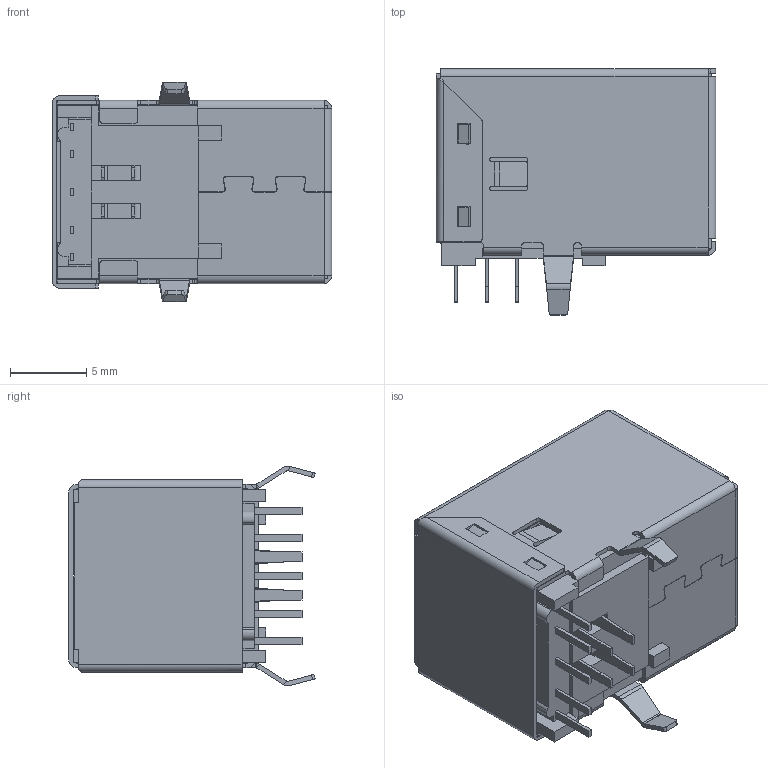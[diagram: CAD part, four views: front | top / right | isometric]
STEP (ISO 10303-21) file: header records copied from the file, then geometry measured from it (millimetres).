
FILE_DESCRIPTION (( 'STEP AP214' ), '1' );
FILE_NAME ('692221030100.STEP', '2021-08-03T09:01:25', ( '' ), ( '' ), 'SwSTEP 2.0', 'SolidWorks 2018', '' );
FILE_SCHEMA (( 'AUTOMOTIVE_DESIGN' ));
Length unit declared in the file: millimetre
Products named in the file (7): 692221030100-HOUSING2; 692221030100-HOUSING1; 692221030100-COVER2; 692221030100-COVER1; 692221030100-PINS; 692221030100; 692221030100-HOUSING3
Assembly tree (6 placements, depth 2):
  692221030100
    692221030100-PINS
    692221030100-COVER1
    692221030100-COVER2
    692221030100-HOUSING1
    692221030100-HOUSING2
    692221030100-HOUSING3
Bounding box: 18.3 x 16.13 x 14.4 mm (x, y, z)
Volume: 1644.2 mm3; surface area: 5168.5 mm2
Topology: 14 solids, 14 shells, 957 faces, 2784 edges, 1837 vertices
Faces by surface type: plane 745, cylinder 198, bspline 14
Entity records: 42983 total; most frequent: CARTESIAN_POINT 6440, ORIENTED_EDGE 5568, DIRECTION 5027, EDGE_CURVE 2784, LINE 2335, VECTOR 2335, VERTEX_POINT 1837, AXIS2_PLACEMENT_3D 1346
